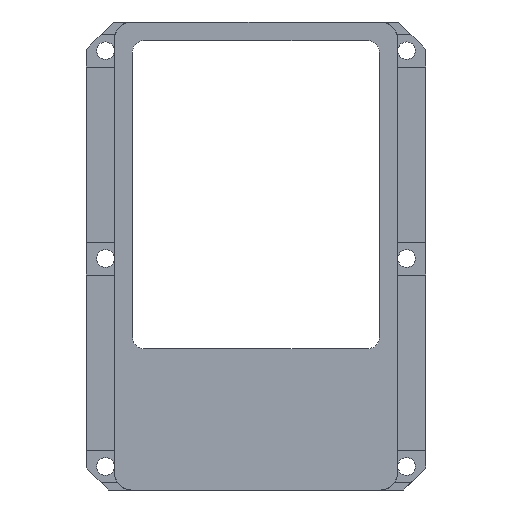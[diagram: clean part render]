
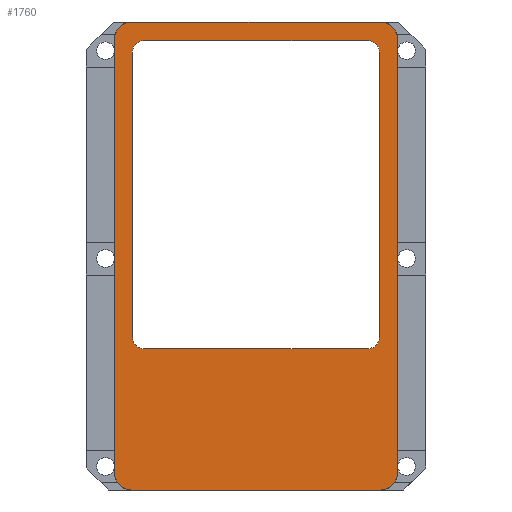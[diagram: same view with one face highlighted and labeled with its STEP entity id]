
A CAD part, front view. The second image highlights one B-rep face of the part: STEP entity #1760.
In plain terms, the highlighted planar face has unit normal (0, -1, 0).
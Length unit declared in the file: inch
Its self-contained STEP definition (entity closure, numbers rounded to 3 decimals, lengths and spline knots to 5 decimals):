
#57=FACE_BOUND('',#290,.T.);
#79=CIRCLE('',#1823,0.17);
#85=CIRCLE('',#1838,0.17);
#87=CIRCLE('',#1841,0.17);
#97=CIRCLE('',#1867,0.111);
#98=CIRCLE('',#1870,0.111);
#101=CIRCLE('',#1880,0.111);
#114=CIRCLE('',#1901,0.111);
#115=CIRCLE('',#1904,0.17);
#194=FACE_OUTER_BOUND('',#289,.T.);
#289=EDGE_LOOP('',(#1609,#1610,#1611,#1612,#1613,#1614,#1615,#1616));
#290=EDGE_LOOP('',(#1617,#1618,#1619,#1620,#1621,#1622,#1623,#1624));
#411=LINE('',#2687,#609);
#456=LINE('',#2800,#654);
#459=LINE('',#2808,#657);
#469=LINE('',#2832,#667);
#477=LINE('',#2874,#675);
#480=LINE('',#2882,#678);
#481=LINE('',#2884,#679);
#484=LINE('',#2889,#682);
#609=VECTOR('',#2152,0.3937);
#654=VECTOR('',#2269,0.3937);
#657=VECTOR('',#2278,0.3937);
#667=VECTOR('',#2308,0.3937);
#675=VECTOR('',#2358,0.3937);
#678=VECTOR('',#2367,0.3937);
#679=VECTOR('',#2370,0.3937);
#682=VECTOR('',#2375,0.3937);
#786=VERTEX_POINT('',#2643);
#787=VERTEX_POINT('',#2645);
#802=VERTEX_POINT('',#2686);
#804=VERTEX_POINT('',#2699);
#806=VERTEX_POINT('',#2705);
#807=VERTEX_POINT('',#2707);
#832=VERTEX_POINT('',#2792);
#833=VERTEX_POINT('',#2794);
#834=VERTEX_POINT('',#2798);
#835=VERTEX_POINT('',#2802);
#836=VERTEX_POINT('',#2806);
#839=VERTEX_POINT('',#2826);
#840=VERTEX_POINT('',#2828);
#853=VERTEX_POINT('',#2870);
#854=VERTEX_POINT('',#2876);
#855=VERTEX_POINT('',#2878);
#982=EDGE_CURVE('',#786,#787,#79,.T.);
#1003=EDGE_CURVE('',#802,#787,#411,.T.);
#1010=EDGE_CURVE('',#802,#804,#85,.T.);
#1014=EDGE_CURVE('',#806,#807,#87,.T.);
#1059=EDGE_CURVE('',#832,#833,#97,.T.);
#1062=EDGE_CURVE('',#832,#834,#456,.T.);
#1064=EDGE_CURVE('',#835,#834,#98,.T.);
#1066=EDGE_CURVE('',#835,#836,#459,.T.);
#1077=EDGE_CURVE('',#839,#840,#101,.T.);
#1079=EDGE_CURVE('',#839,#833,#469,.T.);
#1099=EDGE_CURVE('',#853,#836,#114,.T.);
#1100=EDGE_CURVE('',#853,#840,#477,.T.);
#1102=EDGE_CURVE('',#854,#855,#115,.T.);
#1104=EDGE_CURVE('',#854,#807,#480,.T.);
#1105=EDGE_CURVE('',#786,#855,#481,.T.);
#1108=EDGE_CURVE('',#806,#804,#484,.T.);
#1609=ORIENTED_EDGE('',*,*,#1102,.F.);
#1610=ORIENTED_EDGE('',*,*,#1104,.T.);
#1611=ORIENTED_EDGE('',*,*,#1014,.F.);
#1612=ORIENTED_EDGE('',*,*,#1108,.T.);
#1613=ORIENTED_EDGE('',*,*,#1010,.F.);
#1614=ORIENTED_EDGE('',*,*,#1003,.T.);
#1615=ORIENTED_EDGE('',*,*,#982,.F.);
#1616=ORIENTED_EDGE('',*,*,#1105,.T.);
#1617=ORIENTED_EDGE('',*,*,#1100,.T.);
#1618=ORIENTED_EDGE('',*,*,#1077,.F.);
#1619=ORIENTED_EDGE('',*,*,#1079,.T.);
#1620=ORIENTED_EDGE('',*,*,#1059,.F.);
#1621=ORIENTED_EDGE('',*,*,#1062,.T.);
#1622=ORIENTED_EDGE('',*,*,#1064,.F.);
#1623=ORIENTED_EDGE('',*,*,#1066,.T.);
#1624=ORIENTED_EDGE('',*,*,#1099,.F.);
#1681=PLANE('',#1912);
#1760=ADVANCED_FACE('',(#194,#57),#1681,.T.);
#1823=AXIS2_PLACEMENT_3D('',#2646,#2116,#2117);
#1838=AXIS2_PLACEMENT_3D('',#2700,#2168,#2169);
#1841=AXIS2_PLACEMENT_3D('',#2708,#2176,#2177);
#1867=AXIS2_PLACEMENT_3D('',#2795,#2263,#2264);
#1870=AXIS2_PLACEMENT_3D('',#2804,#2273,#2274);
#1880=AXIS2_PLACEMENT_3D('',#2829,#2303,#2304);
#1901=AXIS2_PLACEMENT_3D('',#2872,#2354,#2355);
#1904=AXIS2_PLACEMENT_3D('',#2879,#2362,#2363);
#1912=AXIS2_PLACEMENT_3D('',#2898,#2388,#2389);
#2116=DIRECTION('center_axis',(0.,1.,0.));
#2117=DIRECTION('ref_axis',(0.707,0.,0.707));
#2152=DIRECTION('',(0.,0.,1.));
#2168=DIRECTION('center_axis',(0.,1.,0.));
#2169=DIRECTION('ref_axis',(0.707,0.,-0.707));
#2176=DIRECTION('center_axis',(0.,1.,0.));
#2177=DIRECTION('ref_axis',(-0.707,0.,-0.707));
#2263=DIRECTION('center_axis',(0.,-1.,0.));
#2264=DIRECTION('ref_axis',(0.707,0.,0.707));
#2269=DIRECTION('',(0.,0.,-1.));
#2273=DIRECTION('center_axis',(0.,-1.,0.));
#2274=DIRECTION('ref_axis',(0.707,0.,-0.707));
#2278=DIRECTION('',(-1.,0.,0.));
#2303=DIRECTION('center_axis',(0.,-1.,0.));
#2304=DIRECTION('ref_axis',(-0.707,0.,0.707));
#2308=DIRECTION('',(1.,0.,0.));
#2354=DIRECTION('center_axis',(0.,-1.,0.));
#2355=DIRECTION('ref_axis',(-0.707,0.,-0.707));
#2358=DIRECTION('',(0.,0.,1.));
#2362=DIRECTION('center_axis',(0.,1.,0.));
#2363=DIRECTION('ref_axis',(-0.707,0.,0.707));
#2367=DIRECTION('',(0.,0.,-1.));
#2370=DIRECTION('',(-1.,0.,0.));
#2375=DIRECTION('',(1.,0.,0.));
#2388=DIRECTION('center_axis',(0.,-1.,0.));
#2389=DIRECTION('ref_axis',(0.,0.,-1.));
#2643=CARTESIAN_POINT('',(2.823,-0.671,4.5401));
#2645=CARTESIAN_POINT('',(2.993,-0.671,4.3701));
#2646=CARTESIAN_POINT('Origin',(2.823,-0.671,4.3701));
#2686=CARTESIAN_POINT('',(2.993,-0.671,0.1411));
#2687=CARTESIAN_POINT('',(2.993,-0.671,4.5401));
#2699=CARTESIAN_POINT('',(2.823,-0.671,-0.0289));
#2700=CARTESIAN_POINT('Origin',(2.823,-0.671,0.1411));
#2705=CARTESIAN_POINT('',(0.39775,-0.671,-0.0289));
#2707=CARTESIAN_POINT('',(0.22775,-0.671,0.1411));
#2708=CARTESIAN_POINT('Origin',(0.39775,-0.671,0.1411));
#2792=CARTESIAN_POINT('',(2.81575,-0.671,4.2471));
#2794=CARTESIAN_POINT('',(2.70475,-0.671,4.3581));
#2795=CARTESIAN_POINT('Origin',(2.70475,-0.671,4.2471));
#2798=CARTESIAN_POINT('',(2.81575,-0.671,1.4621));
#2800=CARTESIAN_POINT('',(2.81575,-0.671,4.3581));
#2802=CARTESIAN_POINT('',(2.70475,-0.671,1.3511));
#2804=CARTESIAN_POINT('Origin',(2.70475,-0.671,1.4621));
#2806=CARTESIAN_POINT('',(0.51475,-0.671,1.3511));
#2808=CARTESIAN_POINT('',(2.81575,-0.671,1.3511));
#2826=CARTESIAN_POINT('',(0.51475,-0.671,4.3581));
#2828=CARTESIAN_POINT('',(0.40375,-0.671,4.2471));
#2829=CARTESIAN_POINT('Origin',(0.51475,-0.671,4.2471));
#2832=CARTESIAN_POINT('',(0.40375,-0.671,4.3581));
#2870=CARTESIAN_POINT('',(0.40375,-0.671,1.4621));
#2872=CARTESIAN_POINT('Origin',(0.51475,-0.671,1.4621));
#2874=CARTESIAN_POINT('',(0.40375,-0.671,1.3511));
#2876=CARTESIAN_POINT('',(0.22775,-0.671,4.3701));
#2878=CARTESIAN_POINT('',(0.39775,-0.671,4.5401));
#2879=CARTESIAN_POINT('Origin',(0.39775,-0.671,4.3701));
#2882=CARTESIAN_POINT('',(0.22775,-0.671,-0.0289));
#2884=CARTESIAN_POINT('',(0.22775,-0.671,4.5401));
#2889=CARTESIAN_POINT('',(2.993,-0.671,-0.0289));
#2898=CARTESIAN_POINT('Origin',(1.61037,-0.671,2.2556));
